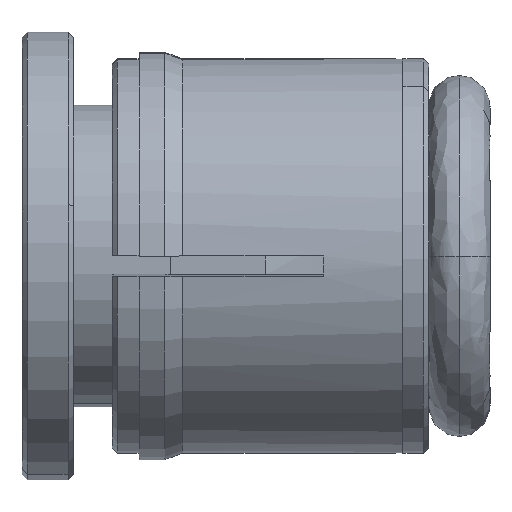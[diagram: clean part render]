
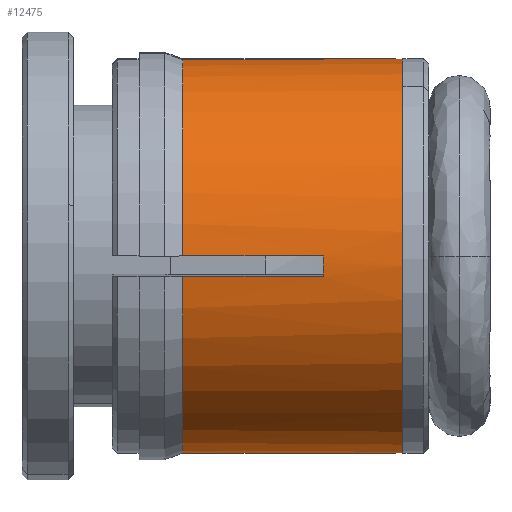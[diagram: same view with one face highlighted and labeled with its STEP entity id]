
A CAD part, left-side view. The second image highlights one B-rep face of the part: STEP entity #12475.
In plain terms, the highlighted cylindrical face has radius 7.7 mm (diameter 15.4 mm), a partial arc.
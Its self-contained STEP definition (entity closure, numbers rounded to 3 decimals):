
#241 = ORIENTED_EDGE ( 'NONE', *, *, #10742, .T. ) ;
#247 = CARTESIAN_POINT ( 'NONE',  ( 0., 12., 0. ) ) ;
#307 = DIRECTION ( 'NONE',  ( -0.052, 0., 0.999 ) ) ;
#388 = AXIS2_PLACEMENT_3D ( 'NONE', #247, #9534, #1607 ) ;
#593 = EDGE_CURVE ( 'NONE', #15576, #869, #6260, .T. ) ;
#803 = CIRCLE ( 'NONE', #5297, 7.7 ) ;
#842 = VERTEX_POINT ( 'NONE', #3469 ) ;
#869 = VERTEX_POINT ( 'NONE', #3780 ) ;
#955 = ORIENTED_EDGE ( 'NONE', *, *, #10296, .T. ) ;
#977 = DIRECTION ( 'NONE',  ( 0., 1., 0. ) ) ;
#1607 = DIRECTION ( 'NONE',  ( -0.052, 0., 0.999 ) ) ;
#1616 = ORIENTED_EDGE ( 'NONE', *, *, #15481, .T. ) ;
#1901 = EDGE_CURVE ( 'NONE', #5654, #5086, #16319, .T. ) ;
#1991 = CARTESIAN_POINT ( 'NONE',  ( 0., 3.4, 0. ) ) ;
#2188 = VECTOR ( 'NONE', #14503, 1000. ) ;
#2613 = EDGE_CURVE ( 'NONE', #8476, #15576, #11372, .T. ) ;
#2709 = VECTOR ( 'NONE', #13205, 1000. ) ;
#3110 = AXIS2_PLACEMENT_3D ( 'NONE', #16159, #8288, #307 ) ;
#3132 = CARTESIAN_POINT ( 'NONE',  ( 0.397, 6.5, -7.69 ) ) ;
#3211 = CARTESIAN_POINT ( 'NONE',  ( -0.397, 8.449, 7.69 ) ) ;
#3350 = DIRECTION ( 'NONE',  ( -0.052, 0., 0.999 ) ) ;
#3446 = CARTESIAN_POINT ( 'NONE',  ( -0.397, 6.5, 7.69 ) ) ;
#3469 = CARTESIAN_POINT ( 'NONE',  ( -0.397, 3.4, 7.69 ) ) ;
#3603 = CARTESIAN_POINT ( 'NONE',  ( 0., 6.5, 0. ) ) ;
#3780 = CARTESIAN_POINT ( 'NONE',  ( -7.659, 6.5, -0.796 ) ) ;
#3782 = CARTESIAN_POINT ( 'NONE',  ( -7.7, 8.449, 0.003 ) ) ;
#4083 = CARTESIAN_POINT ( 'NONE',  ( -0.003, 8.449, -7.7 ) ) ;
#4150 = FACE_OUTER_BOUND ( 'NONE', #8139, .T. ) ;
#4565 = ORIENTED_EDGE ( 'NONE', *, *, #13925, .F. ) ;
#4699 = LINE ( 'NONE', #3211, #14807 ) ;
#4718 = VERTEX_POINT ( 'NONE', #8071 ) ;
#4854 = DIRECTION ( 'NONE',  ( -0.052, 0., 0.999 ) ) ;
#5086 = VERTEX_POINT ( 'NONE', #15828 ) ;
#5286 = CARTESIAN_POINT ( 'NONE',  ( -7.659, 8.449, -0.796 ) ) ;
#5294 = DIRECTION ( 'NONE',  ( 0., 1., 0. ) ) ;
#5297 = AXIS2_PLACEMENT_3D ( 'NONE', #6569, #15764, #7902 ) ;
#5654 = VERTEX_POINT ( 'NONE', #6033 ) ;
#5972 = VERTEX_POINT ( 'NONE', #14762 ) ;
#6033 = CARTESIAN_POINT ( 'NONE',  ( -0.003, 12., -7.7 ) ) ;
#6260 = CIRCLE ( 'NONE', #14040, 7.7 ) ;
#6438 = EDGE_CURVE ( 'NONE', #5972, #842, #12238, .T. ) ;
#6569 = CARTESIAN_POINT ( 'NONE',  ( 0., 12., 0. ) ) ;
#6798 = AXIS2_PLACEMENT_3D ( 'NONE', #7955, #17112, #9262 ) ;
#6896 = VERTEX_POINT ( 'NONE', #16328 ) ;
#7383 = ORIENTED_EDGE ( 'NONE', *, *, #10264, .T. ) ;
#7676 = ORIENTED_EDGE ( 'NONE', *, *, #1901, .T. ) ;
#7902 = DIRECTION ( 'NONE',  ( -0.052, 0., 0.999 ) ) ;
#7955 = CARTESIAN_POINT ( 'NONE',  ( 0., 6.5, 0. ) ) ;
#8051 = ORIENTED_EDGE ( 'NONE', *, *, #593, .T. ) ;
#8062 = ORIENTED_EDGE ( 'NONE', *, *, #10415, .T. ) ;
#8071 = CARTESIAN_POINT ( 'NONE',  ( -0.796, 6.5, 7.659 ) ) ;
#8116 = ORIENTED_EDGE ( 'NONE', *, *, #13889, .T. ) ;
#8139 = EDGE_LOOP ( 'NONE', ( #4565, #13639, #8062, #955, #17147, #7383, #13197, #8051, #241, #8116, #7676, #1616 ) ) ;
#8288 = DIRECTION ( 'NONE',  ( 0., -1., 0. ) ) ;
#8467 = DIRECTION ( 'NONE',  ( 0., 1., 0. ) ) ;
#8476 = VERTEX_POINT ( 'NONE', #14607 ) ;
#8641 = VECTOR ( 'NONE', #12364, 1000. ) ;
#9262 = DIRECTION ( 'NONE',  ( -0.052, 0., 0.999 ) ) ;
#9511 = CYLINDRICAL_SURFACE ( 'NONE', #13880, 7.7 ) ;
#9534 = DIRECTION ( 'NONE',  ( 0., -1., 0. ) ) ;
#9626 = LINE ( 'NONE', #5286, #2188 ) ;
#9924 = DIRECTION ( 'NONE',  ( 0., -1., 0. ) ) ;
#9979 = VERTEX_POINT ( 'NONE', #10148 ) ;
#10096 = DIRECTION ( 'NONE',  ( 0., -1., 0. ) ) ;
#10148 = CARTESIAN_POINT ( 'NONE',  ( -7.659, 12., -0.796 ) ) ;
#10264 = EDGE_CURVE ( 'NONE', #6896, #8476, #16849, .T. ) ;
#10296 = EDGE_CURVE ( 'NONE', #10566, #4718, #13354, .T. ) ;
#10395 = EDGE_CURVE ( 'NONE', #4718, #6896, #15247, .T. ) ;
#10412 = AXIS2_PLACEMENT_3D ( 'NONE', #1991, #11251, #3350 ) ;
#10415 = EDGE_CURVE ( 'NONE', #842, #10566, #4699, .T. ) ;
#10551 = CARTESIAN_POINT ( 'NONE',  ( 0.397, 8.449, -7.69 ) ) ;
#10566 = VERTEX_POINT ( 'NONE', #3446 ) ;
#10742 = EDGE_CURVE ( 'NONE', #869, #9979, #9626, .T. ) ;
#10945 = VECTOR ( 'NONE', #10096, 1000. ) ;
#11251 = DIRECTION ( 'NONE',  ( 0., 1., 0. ) ) ;
#11372 = LINE ( 'NONE', #3782, #10945 ) ;
#11396 = LINE ( 'NONE', #10551, #14875 ) ;
#11651 = DIRECTION ( 'NONE',  ( -0.052, 0., 0.999 ) ) ;
#12238 = CIRCLE ( 'NONE', #10412, 7.7 ) ;
#12364 = DIRECTION ( 'NONE',  ( 0., 1., 0. ) ) ;
#12475 = ADVANCED_FACE ( 'NONE', ( #4150 ), #9511, .T. ) ;
#12740 = VERTEX_POINT ( 'NONE', #3132 ) ;
#12893 = CARTESIAN_POINT ( 'NONE',  ( 0., 8.449, 0. ) ) ;
#13197 = ORIENTED_EDGE ( 'NONE', *, *, #2613, .T. ) ;
#13205 = DIRECTION ( 'NONE',  ( 0., -1., 0. ) ) ;
#13354 = CIRCLE ( 'NONE', #3110, 7.7 ) ;
#13639 = ORIENTED_EDGE ( 'NONE', *, *, #6438, .T. ) ;
#13693 = CARTESIAN_POINT ( 'NONE',  ( -0.796, 8.449, 7.659 ) ) ;
#13880 = AXIS2_PLACEMENT_3D ( 'NONE', #12893, #977, #11651 ) ;
#13889 = EDGE_CURVE ( 'NONE', #9979, #5654, #803, .T. ) ;
#13925 = EDGE_CURVE ( 'NONE', #5972, #12740, #11396, .T. ) ;
#14040 = AXIS2_PLACEMENT_3D ( 'NONE', #3603, #9924, #4854 ) ;
#14503 = DIRECTION ( 'NONE',  ( 0., 1., 0. ) ) ;
#14607 = CARTESIAN_POINT ( 'NONE',  ( -7.7, 12., 0.003 ) ) ;
#14613 = CARTESIAN_POINT ( 'NONE',  ( -7.7, 6.5, 0.003 ) ) ;
#14762 = CARTESIAN_POINT ( 'NONE',  ( 0.397, 3.4, -7.69 ) ) ;
#14807 = VECTOR ( 'NONE', #8467, 1000. ) ;
#14875 = VECTOR ( 'NONE', #5294, 1000. ) ;
#15247 = LINE ( 'NONE', #13693, #8641 ) ;
#15481 = EDGE_CURVE ( 'NONE', #5086, #12740, #15989, .T. ) ;
#15576 = VERTEX_POINT ( 'NONE', #14613 ) ;
#15764 = DIRECTION ( 'NONE',  ( 0., -1., 0. ) ) ;
#15828 = CARTESIAN_POINT ( 'NONE',  ( -0.003, 6.5, -7.7 ) ) ;
#15989 = CIRCLE ( 'NONE', #6798, 7.7 ) ;
#16159 = CARTESIAN_POINT ( 'NONE',  ( 0., 6.5, 0. ) ) ;
#16319 = LINE ( 'NONE', #4083, #2709 ) ;
#16328 = CARTESIAN_POINT ( 'NONE',  ( -0.796, 12., 7.659 ) ) ;
#16849 = CIRCLE ( 'NONE', #388, 7.7 ) ;
#17112 = DIRECTION ( 'NONE',  ( 0., -1., 0. ) ) ;
#17147 = ORIENTED_EDGE ( 'NONE', *, *, #10395, .T. ) ;
